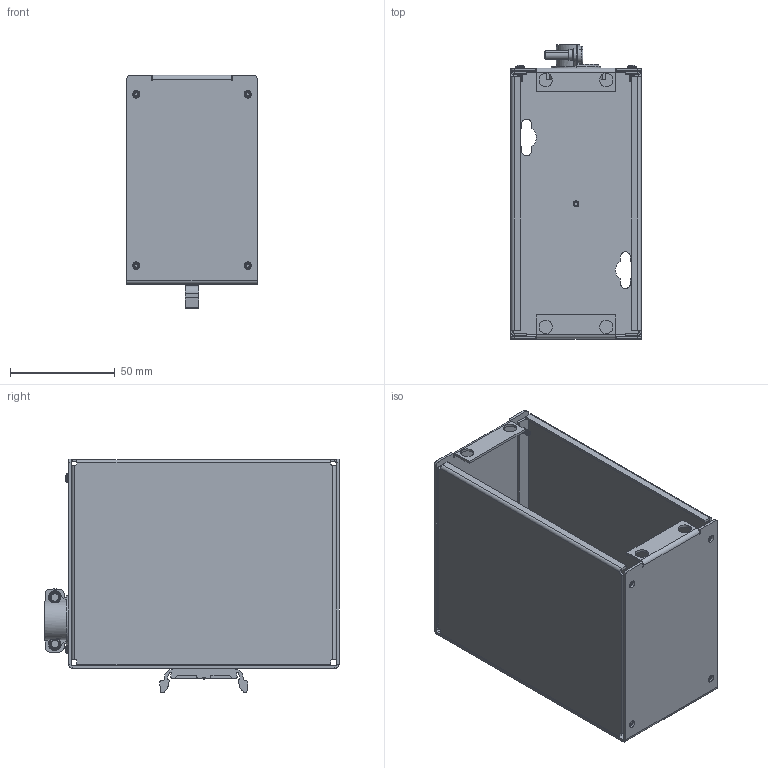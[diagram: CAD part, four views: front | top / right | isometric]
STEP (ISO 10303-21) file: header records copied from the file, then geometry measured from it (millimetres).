
FILE_DESCRIPTION (( 'STEP AP214' ), '1' );
FILE_NAME ('FSP-2DIN_3D.STEP', '2022-01-24T22:30:44', ( '' ), ( '' ), 'SwSTEP 2.0', 'SolidWorks 2021', '' );
FILE_SCHEMA (( 'AUTOMOTIVE_DESIGN' ));
Length unit declared in the file: inch
Products named in the file (11): FSP-2DIN-MA1 ; 3AA01-025_8-32 X .625 PAN HEAD SCREW; 1AJ02-106_91790A108; 1AJ09-001; FSP-2DIN_3D; 90272A077_90272A077; 1AJ09-001-MA3; 1AJ09-001-MA1; FSP-1DIN-MA2 ; 2500-288; 1AJ09-001-MA2
Assembly tree (15 placements, depth 3):
  FSP-2DIN_3D
    FSP-2DIN-MA1 
    FSP-1DIN-MA2   x2
    1AJ09-001
      1AJ09-001-MA2
      1AJ09-001-MA3
      3AA01-025_8-32 X .625 PAN HEAD SCREW  x2
    1AJ09-001-MA1
    90272A077_90272A077  x4
    2500-288
    1AJ02-106_91790A108
Bounding box: 62.23 x 140.69 x 111.72 mm (x, y, z)
Volume: 63015.2 mm3; surface area: 105295.3 mm2
Topology: 14 solids, 14 shells, 1026 faces, 2848 edges, 1858 vertices
Faces by surface type: cylinder 569, plane 353, cone 50, torus 24, bspline 18, sphere 12
Entity records: 23500 total; most frequent: CARTESIAN_POINT 6662, ORIENTED_EDGE 3196, DIRECTION 2859, EDGE_CURVE 1598, VERTEX_POINT 1039, AXIS2_PLACEMENT_3D 995, LINE 869, VECTOR 869
